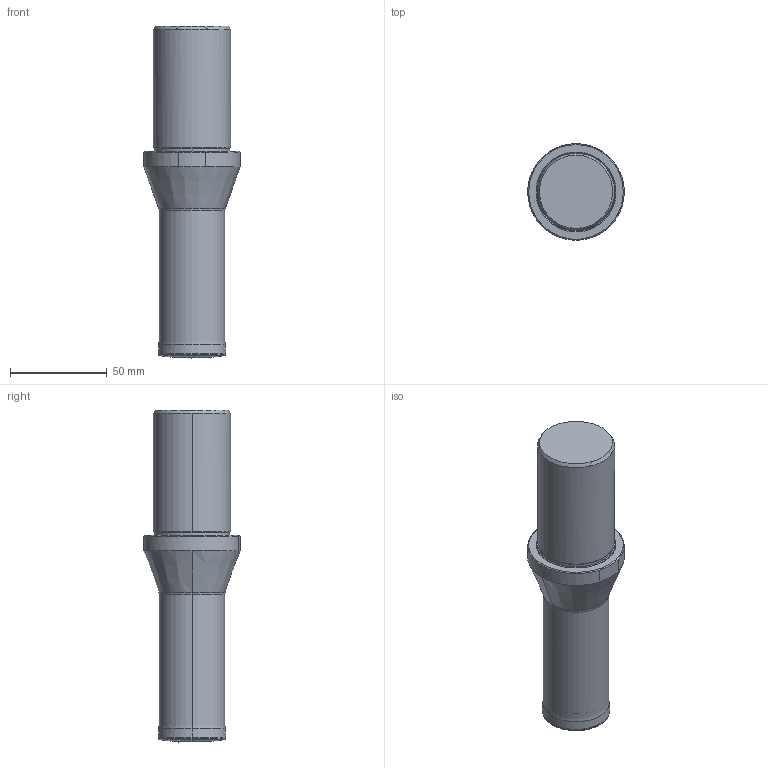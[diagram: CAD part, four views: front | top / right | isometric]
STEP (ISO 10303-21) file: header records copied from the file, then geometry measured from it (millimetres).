
FILE_DESCRIPTION(/* description */ (''),/* implementation_level */ '2;1');
FILE_NAME(/* name */ 'MVX3500X2F40_MR0_6.stp',/* time_stamp */ '2021-04-05T14:31:10+09:00',/* author */ (''),/* organization */ (''),/* preprocessor_version */ 'ST-DEVELOPER v16',/* originating_system */ 'SIEMENS PLM Software NX 10.0',/* authorisation */ '');
FILE_SCHEMA (('AUTOMOTIVE_DESIGN { 1 0 10303 214 3 1 1 1 }'));
Length unit declared in the file: millimetre
Products named in the file (1): MVX3500X2F40_MR0_6_ASM
Bounding box: 50 x 50 x 172 mm (x, y, z)
Volume: 206508.5 mm3; surface area: 26365.3 mm2
Topology: 2 solids, 2 shells, 65 faces, 155 edges, 116 vertices
Faces by surface type: revolution 16, cone 16, torus 14, cylinder 8, bspline 6, plane 5
Entity records: 2634 total; most frequent: CARTESIAN_POINT 1015, DIRECTION 340, ORIENTED_EDGE 268, AXIS2_PLACEMENT_3D 150, EDGE_CURVE 134, CIRCLE 96, VERTEX_POINT 75, EDGE_LOOP 67
